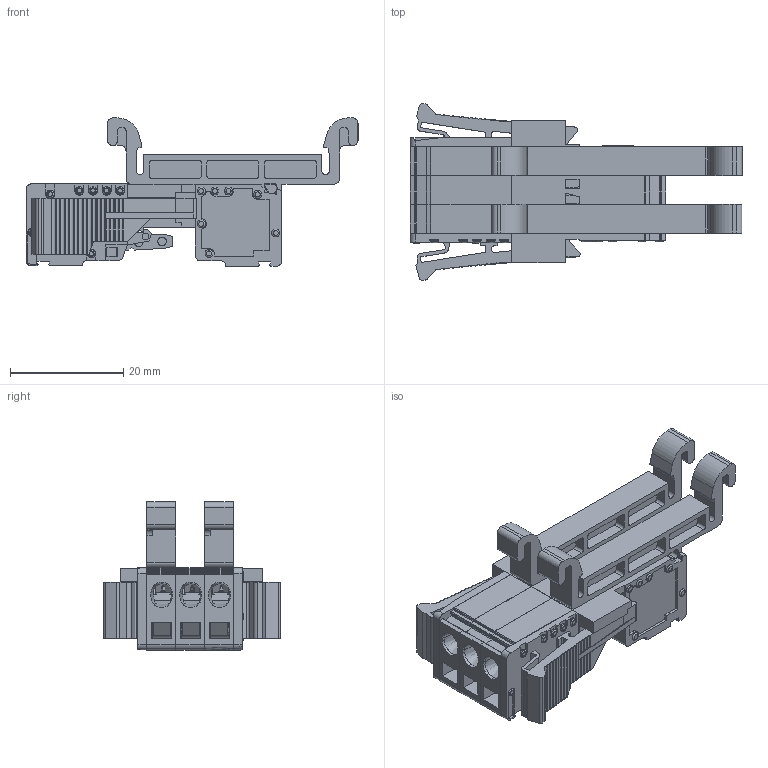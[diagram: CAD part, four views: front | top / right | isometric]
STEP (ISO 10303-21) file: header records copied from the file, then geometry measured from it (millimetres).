
FILE_DESCRIPTION(/* description */ ('Unknown'),/* implementation_level */ '2;1');
FILE_NAME(/* name */ 'DPSC5_08WF_3W_3D_SOLID_MODEL',/* time_stamp */ '2025-08-07T15:13:53+06:00',/* author */ ('Unknown'),/* organization */ ('Unknown'),/* preprocessor_version */ 'ST-DEVELOPER v16.7',/* originating_system */ 'Solid Edge',/* authorisation */ 'Unknown');
FILE_SCHEMA (('AUTOMOTIVE_DESIGN {1 0 10303 214 3 1 1}'));
Products named in the file (1): DPSC5_08WF_3W_3D_SOLID_MODEL
Bounding box: 58.51 x 31.16 x 26.15 mm (x, y, z)
Volume: 9052.6 mm3; surface area: 17374.5 mm2
Topology: 1 solids, 50 shells, 4906 faces, 13633 edges, 8991 vertices
Faces by surface type: plane 3073, cylinder 1117, bspline 500, torus 131, cone 77, sphere 8
Full cylindrical faces by diameter (mm): 0.6 x15, 0.8 x24, 1.2 x7, 1.3 x91, 1.5 x11, 1.8 x2, 2.9 x3, 3.7 x3
Entity records: 201417 total; most frequent: CARTESIAN_POINT 44941, ORIENTED_EDGE 26242, DIRECTION 23229, EDGE_CURVE 13121, LINE 9269, VECTOR 9269, VERTEX_POINT 8845, AXIS2_PLACEMENT_3D 6980
